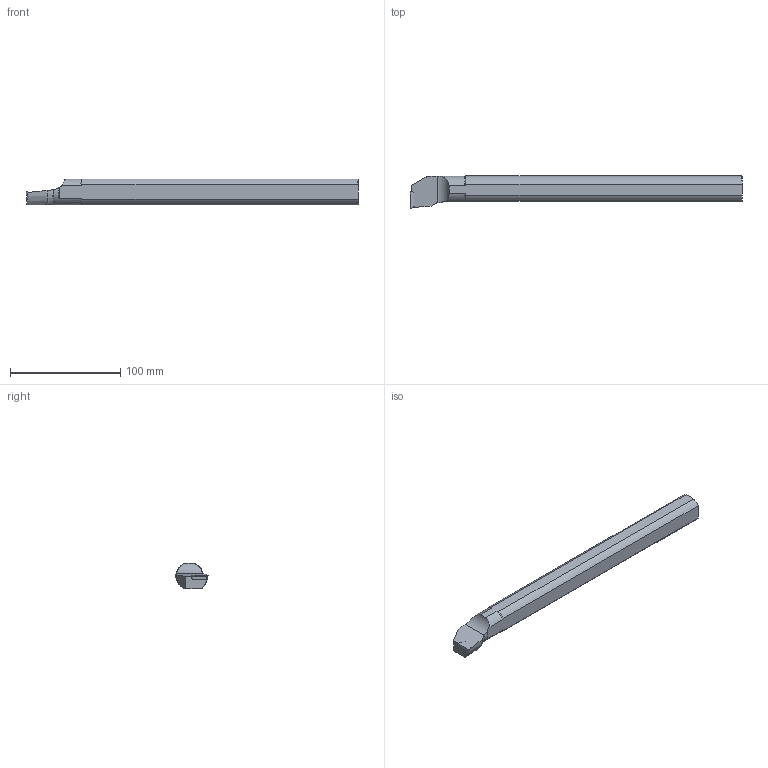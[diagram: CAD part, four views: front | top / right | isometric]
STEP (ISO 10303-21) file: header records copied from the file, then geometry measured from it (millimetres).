
FILE_DESCRIPTION(/* description */ (''),/* implementation_level */ '2;1');
FILE_NAME(/* name */ 'S25TCTFPR16_SIM.stp',/* time_stamp */ '2024-05-11T10:10:09+02:00',/* author */ (''),/* organization */ (''),/* preprocessor_version */ 'ST-DEVELOPER v18.102',/* originating_system */ 'SIEMENS PLM Software NX 2027',/* authorisation */ '');
FILE_SCHEMA (('AUTOMOTIVE_DESIGN { 1 0 10303 214 3 1 1 1 }'));
Length unit declared in the file: millimetre
Products named in the file (1): model1
Bounding box: 300.61 x 29.32 x 23 mm (x, y, z)
Volume: 131670.5 mm3; surface area: 23883.6 mm2
Topology: 2 solids, 2 shells, 34 faces, 90 edges, 60 vertices
Faces by surface type: plane 13, cylinder 8, cone 5, bspline 4, torus 4
Entity records: 1432 total; most frequent: CARTESIAN_POINT 633, ORIENTED_EDGE 180, DIRECTION 133, EDGE_CURVE 90, VERTEX_POINT 60, AXIS2_PLACEMENT_3D 52, B_SPLINE_CURVE_WITH_KNOTS 34, ADVANCED_FACE 34
